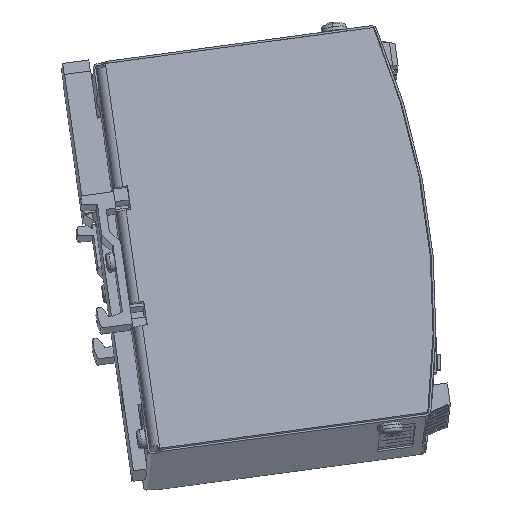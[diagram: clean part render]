
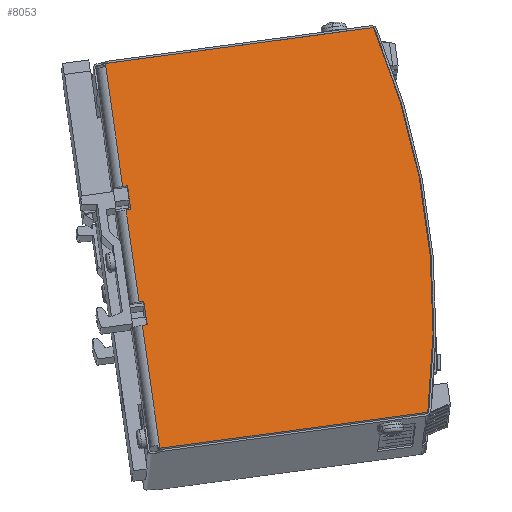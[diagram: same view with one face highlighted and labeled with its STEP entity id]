
A CAD part, front view. The second image highlights one B-rep face of the part: STEP entity #8053.
In plain terms, the highlighted face is planar.
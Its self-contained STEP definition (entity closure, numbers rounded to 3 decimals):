
#4609=DIRECTION('',(-1.,0.,0.));
#4610=VECTOR('',#4609,1.5);
#4611=CARTESIAN_POINT('',(4.5,-36.5,22.1));
#4612=LINE('',#4611,#4610);
#4616=DIRECTION('',(1.,0.,0.));
#4617=VECTOR('',#4616,83.693);
#4618=CARTESIAN_POINT('',(3.,-36.5,61.15));
#4619=LINE('',#4618,#4617);
#4623=CARTESIAN_POINT('',(-145.,-36.5,0.));
#4624=DIRECTION('',(0.,1.,0.));
#4625=DIRECTION('',(0.967,0.,0.253));
#4626=AXIS2_PLACEMENT_3D('',#4623,#4624,#4625);
#4631=DIRECTION('',(-1.,0.,0.));
#4632=VECTOR('',#4631,83.693);
#4633=CARTESIAN_POINT('',(86.693,-36.5,-61.15));
#4634=LINE('',#4633,#4632);
#4638=DIRECTION('',(1.,0.,0.));
#4639=VECTOR('',#4638,1.5);
#4640=CARTESIAN_POINT('',(3.,-36.5,-22.1));
#4641=LINE('',#4640,#4639);
#4645=DIRECTION('',(0.,0.,1.));
#4646=VECTOR('',#4645,7.5);
#4647=CARTESIAN_POINT('',(4.5,-36.5,-22.1));
#4648=LINE('',#4647,#4646);
#4652=DIRECTION('',(-1.,0.,0.));
#4653=VECTOR('',#4652,1.5);
#4654=CARTESIAN_POINT('',(4.5,-36.5,-14.6));
#4655=LINE('',#4654,#4653);
#4659=DIRECTION('',(1.,0.,0.));
#4660=VECTOR('',#4659,1.5);
#4661=CARTESIAN_POINT('',(3.,-36.5,14.6));
#4662=LINE('',#4661,#4660);
#4666=DIRECTION('',(0.,0.,1.));
#4667=VECTOR('',#4666,7.5);
#4668=CARTESIAN_POINT('',(4.5,-36.5,14.6));
#4669=LINE('',#4668,#4667);
#4680=DIRECTION('',(0.,0.,-1.));
#4681=VECTOR('',#4680,39.05);
#4682=CARTESIAN_POINT('',(3.,-36.5,61.15));
#4683=LINE('',#4682,#4681);
#5425=DIRECTION('',(0.,0.,-1.));
#5426=VECTOR('',#5425,29.2);
#5427=CARTESIAN_POINT('',(3.,-36.5,14.6));
#5428=LINE('',#5427,#5426);
#5826=DIRECTION('',(0.,0.,-1.));
#5827=VECTOR('',#5826,39.05);
#5828=CARTESIAN_POINT('',(3.,-36.5,-22.1));
#5829=LINE('',#5828,#5827);
#5907=CARTESIAN_POINT('',(86.693,-36.5,-60.65));
#5908=DIRECTION('',(0.,-1.,0.));
#5909=DIRECTION('',(0.,0.,-1.));
#5910=AXIS2_PLACEMENT_3D('',#5907,#5908,#5909);
#5959=CARTESIAN_POINT('',(86.693,-36.5,60.65));
#5960=DIRECTION('',(0.,-1.,0.));
#5961=DIRECTION('',(0.967,0.,0.253));
#5962=AXIS2_PLACEMENT_3D('',#5959,#5960,#5961);
#6411=CARTESIAN_POINT('',(3.,-36.5,61.15));
#6412=VERTEX_POINT('',#6411);
#6413=CARTESIAN_POINT('',(3.,-36.5,22.1));
#6414=VERTEX_POINT('',#6413);
#6417=CARTESIAN_POINT('',(4.5,-36.5,22.1));
#6418=VERTEX_POINT('',#6417);
#6419=CARTESIAN_POINT('',(86.693,-36.5,61.15));
#6420=VERTEX_POINT('',#6419);
#6421=CARTESIAN_POINT('',(87.177,-36.5,60.777));
#6422=CARTESIAN_POINT('',(87.177,-36.5,-60.777));
#6423=VERTEX_POINT('',#6421);
#6424=VERTEX_POINT('',#6422);
#6425=CARTESIAN_POINT('',(86.693,-36.5,-61.15));
#6426=CARTESIAN_POINT('',(3.,-36.5,-61.15));
#6427=VERTEX_POINT('',#6425);
#6428=VERTEX_POINT('',#6426);
#6429=CARTESIAN_POINT('',(3.,-36.5,-22.1));
#6430=VERTEX_POINT('',#6429);
#6431=CARTESIAN_POINT('',(4.5,-36.5,-22.1));
#6432=VERTEX_POINT('',#6431);
#6433=CARTESIAN_POINT('',(4.5,-36.5,-14.6));
#6434=VERTEX_POINT('',#6433);
#6435=CARTESIAN_POINT('',(3.,-36.5,-14.6));
#6436=VERTEX_POINT('',#6435);
#6437=CARTESIAN_POINT('',(3.,-36.5,14.6));
#6438=VERTEX_POINT('',#6437);
#6439=CARTESIAN_POINT('',(4.5,-36.5,14.6));
#6440=VERTEX_POINT('',#6439);
#8023=CARTESIAN_POINT('',(95.,-36.5,-61.15));
#8024=DIRECTION('',(0.,-1.,0.));
#8025=DIRECTION('',(0.,0.,-1.));
#8026=AXIS2_PLACEMENT_3D('',#8023,#8024,#8025);
#8027=PLANE('',#8026);
#8028=ORIENTED_EDGE('',*,*,#7270,.T.);
#8030=ORIENTED_EDGE('',*,*,#8029,.F.);
#8032=ORIENTED_EDGE('',*,*,#8031,.T.);
#8034=ORIENTED_EDGE('',*,*,#8033,.F.);
#8036=ORIENTED_EDGE('',*,*,#8035,.T.);
#8038=ORIENTED_EDGE('',*,*,#8037,.F.);
#8040=ORIENTED_EDGE('',*,*,#8039,.T.);
#8042=ORIENTED_EDGE('',*,*,#8041,.F.);
#8043=ORIENTED_EDGE('',*,*,#7909,.T.);
#8044=ORIENTED_EDGE('',*,*,#7807,.T.);
#8045=ORIENTED_EDGE('',*,*,#7685,.T.);
#8047=ORIENTED_EDGE('',*,*,#8046,.F.);
#8049=ORIENTED_EDGE('',*,*,#8048,.T.);
#8050=ORIENTED_EDGE('',*,*,#7442,.T.);
#8051=EDGE_LOOP('',(#8028,#8030,#8032,#8034,#8036,#8038,#8040,#8042,#8043,#8044,
#8045,#8047,#8049,#8050));
#8052=FACE_OUTER_BOUND('',#8051,.F.);
#8053=ADVANCED_FACE('',(#8052),#8027,.T.);
#4627=CIRCLE('',#4626,240.);
#5911=CIRCLE('',#5910,0.5);
#5963=CIRCLE('',#5962,0.5);
#7270=EDGE_CURVE('',#6418,#6414,#4612,.T.);
#7442=EDGE_CURVE('',#6440,#6418,#4669,.T.);
#7685=EDGE_CURVE('',#6434,#6436,#4655,.T.);
#7807=EDGE_CURVE('',#6432,#6434,#4648,.T.);
#7909=EDGE_CURVE('',#6430,#6432,#4641,.T.);
#8029=EDGE_CURVE('',#6412,#6414,#4683,.T.);
#8031=EDGE_CURVE('',#6412,#6420,#4619,.T.);
#8033=EDGE_CURVE('',#6423,#6420,#5963,.T.);
#8035=EDGE_CURVE('',#6423,#6424,#4627,.T.);
#8037=EDGE_CURVE('',#6427,#6424,#5911,.T.);
#8039=EDGE_CURVE('',#6427,#6428,#4634,.T.);
#8041=EDGE_CURVE('',#6430,#6428,#5829,.T.);
#8046=EDGE_CURVE('',#6438,#6436,#5428,.T.);
#8048=EDGE_CURVE('',#6438,#6440,#4662,.T.);
